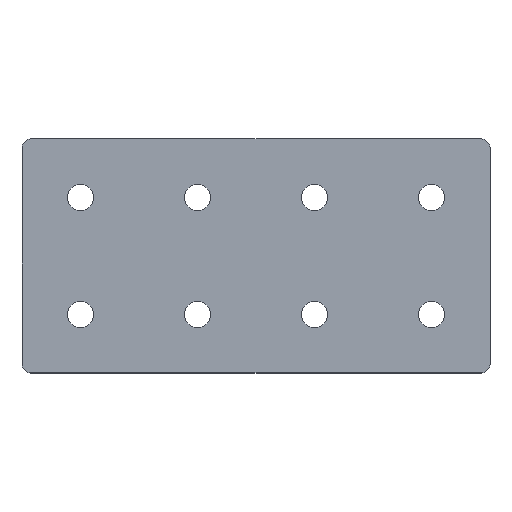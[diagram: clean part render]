
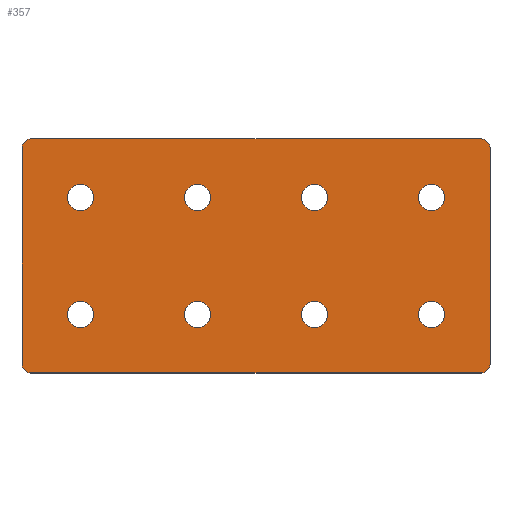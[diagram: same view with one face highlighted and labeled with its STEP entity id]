
A CAD part, top view. The second image highlights one B-rep face of the part: STEP entity #357.
In plain terms, the highlighted planar face has unit normal (0, 0, 1).
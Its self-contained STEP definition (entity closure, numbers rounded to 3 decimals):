
#15=FACE_BOUND('',#64,.T.);
#16=FACE_BOUND('',#65,.T.);
#17=FACE_BOUND('',#66,.T.);
#18=FACE_BOUND('',#67,.T.);
#19=FACE_BOUND('',#68,.T.);
#20=FACE_BOUND('',#69,.T.);
#21=FACE_BOUND('',#70,.T.);
#22=FACE_BOUND('',#71,.T.);
#31=PLANE('',#414);
#45=FACE_OUTER_BOUND('',#63,.T.);
#63=EDGE_LOOP('',(#273,#274,#275,#276,#277,#278,#279,#280));
#64=EDGE_LOOP('',(#281));
#65=EDGE_LOOP('',(#282));
#66=EDGE_LOOP('',(#283));
#67=EDGE_LOOP('',(#284));
#68=EDGE_LOOP('',(#285));
#69=EDGE_LOOP('',(#286));
#70=EDGE_LOOP('',(#287));
#71=EDGE_LOOP('',(#288));
#97=LINE('',#594,#121);
#98=LINE('',#598,#122);
#99=LINE('',#602,#123);
#100=LINE('',#606,#124);
#121=VECTOR('',#492,1000.);
#122=VECTOR('',#495,1000.);
#123=VECTOR('',#498,1000.);
#124=VECTOR('',#501,1000.);
#137=CIRCLE('',#391,4.5);
#139=CIRCLE('',#394,4.5);
#141=CIRCLE('',#397,4.5);
#143=CIRCLE('',#400,4.5);
#145=CIRCLE('',#403,4.5);
#147=CIRCLE('',#406,4.5);
#149=CIRCLE('',#409,4.5);
#151=CIRCLE('',#412,4.5);
#153=CIRCLE('',#415,3.);
#154=CIRCLE('',#416,3.);
#155=CIRCLE('',#417,3.);
#156=CIRCLE('',#418,3.);
#161=VERTEX_POINT('',#544);
#163=VERTEX_POINT('',#550);
#165=VERTEX_POINT('',#556);
#167=VERTEX_POINT('',#562);
#169=VERTEX_POINT('',#568);
#171=VERTEX_POINT('',#574);
#173=VERTEX_POINT('',#580);
#175=VERTEX_POINT('',#586);
#177=VERTEX_POINT('',#592);
#178=VERTEX_POINT('',#593);
#179=VERTEX_POINT('',#595);
#180=VERTEX_POINT('',#597);
#181=VERTEX_POINT('',#599);
#182=VERTEX_POINT('',#601);
#183=VERTEX_POINT('',#603);
#184=VERTEX_POINT('',#605);
#193=EDGE_CURVE('',#161,#161,#137,.T.);
#196=EDGE_CURVE('',#163,#163,#139,.T.);
#199=EDGE_CURVE('',#165,#165,#141,.T.);
#202=EDGE_CURVE('',#167,#167,#143,.T.);
#205=EDGE_CURVE('',#169,#169,#145,.T.);
#208=EDGE_CURVE('',#171,#171,#147,.T.);
#211=EDGE_CURVE('',#173,#173,#149,.T.);
#214=EDGE_CURVE('',#175,#175,#151,.T.);
#217=EDGE_CURVE('',#177,#178,#97,.T.);
#218=EDGE_CURVE('',#178,#179,#153,.T.);
#219=EDGE_CURVE('',#179,#180,#98,.T.);
#220=EDGE_CURVE('',#180,#181,#154,.T.);
#221=EDGE_CURVE('',#181,#182,#99,.T.);
#222=EDGE_CURVE('',#182,#183,#155,.T.);
#223=EDGE_CURVE('',#183,#184,#100,.T.);
#224=EDGE_CURVE('',#184,#177,#156,.T.);
#273=ORIENTED_EDGE('',*,*,#217,.T.);
#274=ORIENTED_EDGE('',*,*,#218,.T.);
#275=ORIENTED_EDGE('',*,*,#219,.T.);
#276=ORIENTED_EDGE('',*,*,#220,.T.);
#277=ORIENTED_EDGE('',*,*,#221,.T.);
#278=ORIENTED_EDGE('',*,*,#222,.T.);
#279=ORIENTED_EDGE('',*,*,#223,.T.);
#280=ORIENTED_EDGE('',*,*,#224,.T.);
#281=ORIENTED_EDGE('',*,*,#211,.F.);
#282=ORIENTED_EDGE('',*,*,#205,.F.);
#283=ORIENTED_EDGE('',*,*,#199,.F.);
#284=ORIENTED_EDGE('',*,*,#193,.F.);
#285=ORIENTED_EDGE('',*,*,#196,.F.);
#286=ORIENTED_EDGE('',*,*,#202,.F.);
#287=ORIENTED_EDGE('',*,*,#208,.F.);
#288=ORIENTED_EDGE('',*,*,#214,.F.);
#357=ADVANCED_FACE('',(#45,#15,#16,#17,#18,#19,#20,#21,#22),#31,.F.);
#391=AXIS2_PLACEMENT_3D('',#545,#436,#437);
#394=AXIS2_PLACEMENT_3D('',#551,#443,#444);
#397=AXIS2_PLACEMENT_3D('',#557,#450,#451);
#400=AXIS2_PLACEMENT_3D('',#563,#457,#458);
#403=AXIS2_PLACEMENT_3D('',#569,#464,#465);
#406=AXIS2_PLACEMENT_3D('',#575,#471,#472);
#409=AXIS2_PLACEMENT_3D('',#581,#478,#479);
#412=AXIS2_PLACEMENT_3D('',#587,#485,#486);
#414=AXIS2_PLACEMENT_3D('',#591,#490,#491);
#415=AXIS2_PLACEMENT_3D('',#596,#493,#494);
#416=AXIS2_PLACEMENT_3D('',#600,#496,#497);
#417=AXIS2_PLACEMENT_3D('',#604,#499,#500);
#418=AXIS2_PLACEMENT_3D('',#607,#502,#503);
#436=DIRECTION('center_axis',(0.,0.,1.));
#437=DIRECTION('ref_axis',(1.,0.,0.));
#443=DIRECTION('center_axis',(0.,0.,1.));
#444=DIRECTION('ref_axis',(1.,0.,0.));
#450=DIRECTION('center_axis',(0.,0.,1.));
#451=DIRECTION('ref_axis',(-1.,0.,0.));
#457=DIRECTION('center_axis',(0.,0.,1.));
#458=DIRECTION('ref_axis',(-1.,0.,0.));
#464=DIRECTION('center_axis',(0.,0.,1.));
#465=DIRECTION('ref_axis',(-1.,0.,0.));
#471=DIRECTION('center_axis',(0.,0.,1.));
#472=DIRECTION('ref_axis',(-1.,0.,0.));
#478=DIRECTION('center_axis',(0.,0.,1.));
#479=DIRECTION('ref_axis',(1.,0.,0.));
#485=DIRECTION('center_axis',(0.,0.,1.));
#486=DIRECTION('ref_axis',(1.,0.,0.));
#490=DIRECTION('center_axis',(0.,0.,-1.));
#491=DIRECTION('ref_axis',(-1.,0.,0.));
#492=DIRECTION('',(1.,0.,0.));
#493=DIRECTION('center_axis',(0.,0.,1.));
#494=DIRECTION('ref_axis',(-1.,0.,0.));
#495=DIRECTION('',(0.,1.,0.));
#496=DIRECTION('center_axis',(0.,0.,1.));
#497=DIRECTION('ref_axis',(-1.,0.,0.));
#498=DIRECTION('',(-1.,0.,0.));
#499=DIRECTION('center_axis',(0.,0.,1.));
#500=DIRECTION('ref_axis',(-1.,0.,0.));
#501=DIRECTION('',(0.,-1.,0.));
#502=DIRECTION('center_axis',(0.,0.,1.));
#503=DIRECTION('ref_axis',(-1.,0.,0.));
#544=CARTESIAN_POINT('',(24.5,-20.,6.));
#545=CARTESIAN_POINT('Origin',(20.,-20.,6.));
#550=CARTESIAN_POINT('',(64.5,-20.,6.));
#551=CARTESIAN_POINT('Origin',(60.,-20.,6.));
#556=CARTESIAN_POINT('',(64.5,20.,6.));
#557=CARTESIAN_POINT('Origin',(60.,20.,6.));
#562=CARTESIAN_POINT('',(24.5,20.,6.));
#563=CARTESIAN_POINT('Origin',(20.,20.,6.));
#568=CARTESIAN_POINT('',(-55.5,-20.,6.));
#569=CARTESIAN_POINT('Origin',(-60.,-20.,6.));
#574=CARTESIAN_POINT('',(-15.5,-20.,6.));
#575=CARTESIAN_POINT('Origin',(-20.,-20.,6.));
#580=CARTESIAN_POINT('',(-15.5,20.,6.));
#581=CARTESIAN_POINT('Origin',(-20.,20.,6.));
#586=CARTESIAN_POINT('',(-55.5,20.,6.));
#587=CARTESIAN_POINT('Origin',(-60.,20.,6.));
#591=CARTESIAN_POINT('Origin',(-80.,40.,6.));
#592=CARTESIAN_POINT('',(-77.,-40.,6.));
#593=CARTESIAN_POINT('',(77.,-40.,6.));
#594=CARTESIAN_POINT('',(-80.,-40.,6.));
#595=CARTESIAN_POINT('',(80.,-37.,6.));
#596=CARTESIAN_POINT('Origin',(77.,-37.,6.));
#597=CARTESIAN_POINT('',(80.,37.,6.));
#598=CARTESIAN_POINT('',(80.,-40.,6.));
#599=CARTESIAN_POINT('',(77.,40.,6.));
#600=CARTESIAN_POINT('Origin',(77.,37.,6.));
#601=CARTESIAN_POINT('',(-77.,40.,6.));
#602=CARTESIAN_POINT('',(-80.,40.,6.));
#603=CARTESIAN_POINT('',(-80.,37.,6.));
#604=CARTESIAN_POINT('Origin',(-77.,37.,6.));
#605=CARTESIAN_POINT('',(-80.,-37.,6.));
#606=CARTESIAN_POINT('',(-80.,-40.,6.));
#607=CARTESIAN_POINT('Origin',(-77.,-37.,6.));
